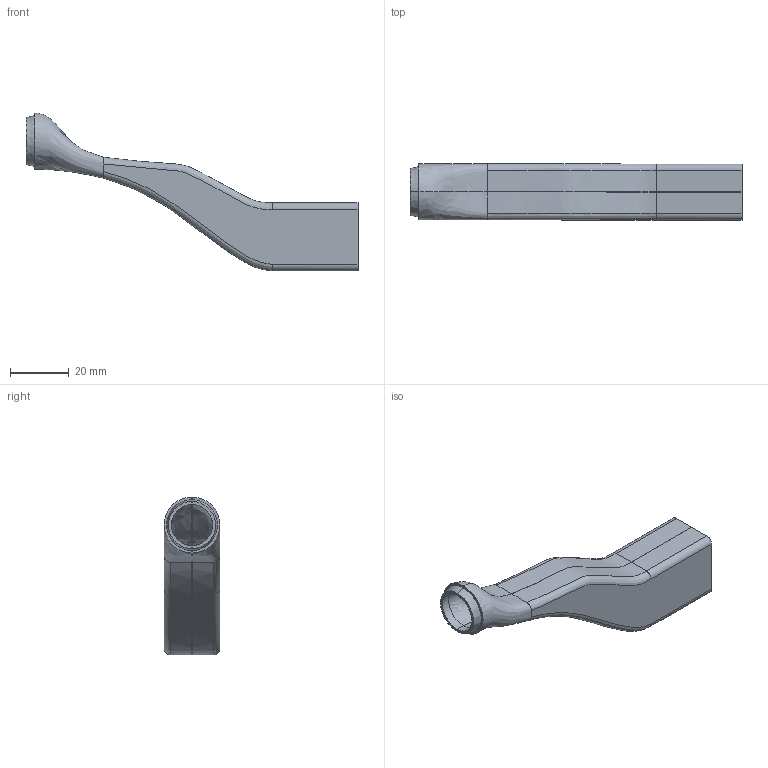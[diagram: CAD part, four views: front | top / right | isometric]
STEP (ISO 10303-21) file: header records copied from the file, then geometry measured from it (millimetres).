
FILE_DESCRIPTION (( 'STEP AP203' ), '1' );
FILE_NAME ('FRMIYS19_MTB.STEP', '2021-03-24T20:07:27', ( '' ), ( '' ), 'SwSTEP 2.0', 'SolidWorks 2020', '' );
FILE_SCHEMA (( 'CONFIG_CONTROL_DESIGN' ));
Length unit declared in the file: inch
Products named in the file (3): Yoke_single_mtb_threequarter_top; single_mtb_threequarter_bottom; FRMIYS19_MTB
Assembly tree (2 placements, depth 2):
  FRMIYS19_MTB
    Yoke_single_mtb_threequarter_top
    single_mtb_threequarter_bottom
Bounding box: 113.09 x 19.07 x 53.75 mm (x, y, z)
Volume: 14305.1 mm3; surface area: 15152.1 mm2
Topology: 2 solids, 2 shells, 108 faces, 286 edges, 178 vertices
Faces by surface type: bspline 46, plane 36, cylinder 22, cone 2, torus 2
Entity records: 14092 total; most frequent: CARTESIAN_POINT 11482, ORIENTED_EDGE 564, DIRECTION 360, EDGE_CURVE 282, VERTEX_POINT 178, AXIS2_PLACEMENT_3D 125, B_SPLINE_CURVE_WITH_KNOTS 114, VECTOR 110
